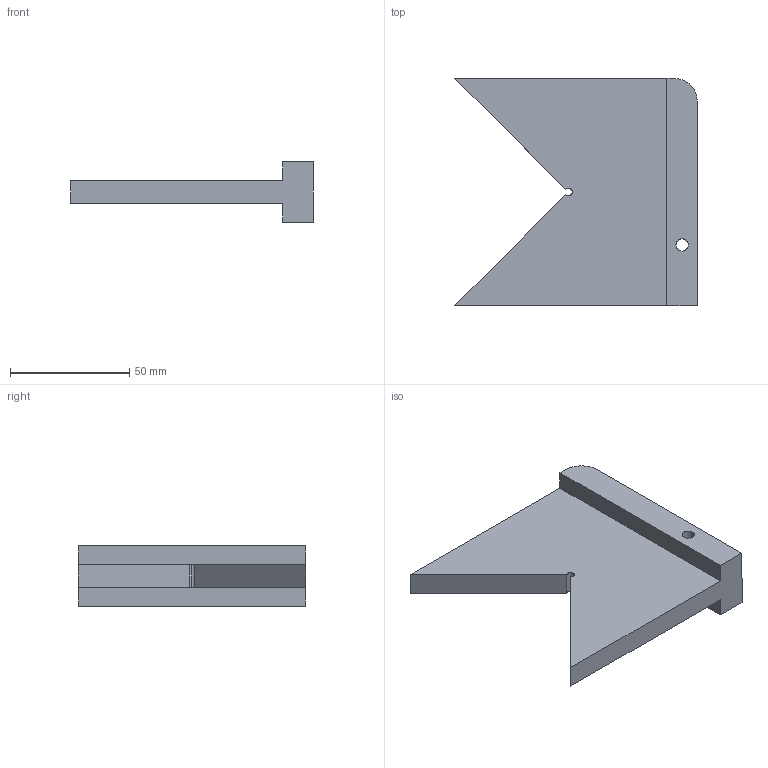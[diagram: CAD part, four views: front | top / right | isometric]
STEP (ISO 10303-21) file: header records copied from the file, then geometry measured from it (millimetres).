
FILE_DESCRIPTION (( 'STEP AP214' ), '1' );
FILE_NAME ('100204.STEP', '2025-08-24T21:10:42', ( '' ), ( '' ), 'SwSTEP 2.0', 'SolidWorks 2025', '' );
FILE_SCHEMA (( 'AUTOMOTIVE_DESIGN' ));
Length unit declared in the file: inch
Products named in the file (1): 100204
Bounding box: 101.6 x 95.25 x 25.4 mm (x, y, z)
Volume: 88034.8 mm3; surface area: 23140.6 mm2
Topology: 1 solids, 1 shells, 24 faces, 62 edges, 38 vertices
Faces by surface type: plane 11, cylinder 9, cone 4
Entity records: 735 total; most frequent: DIRECTION 126, CARTESIAN_POINT 121, ORIENTED_EDGE 116, EDGE_CURVE 58, AXIS2_PLACEMENT_3D 43, LINE 40, VECTOR 40, VERTEX_POINT 38
